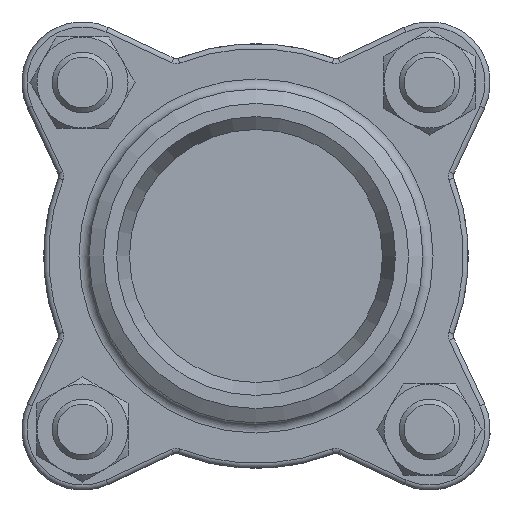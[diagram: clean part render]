
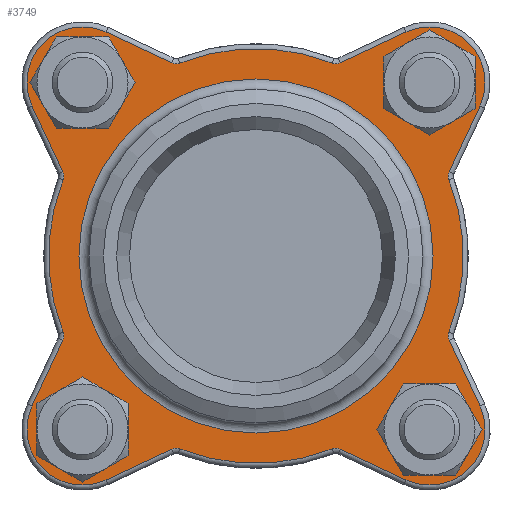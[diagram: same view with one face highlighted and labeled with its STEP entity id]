
A CAD part, left-side view. The second image highlights one B-rep face of the part: STEP entity #3749.
In plain terms, the highlighted face is planar.
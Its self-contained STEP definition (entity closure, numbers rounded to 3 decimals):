
#361=LINE('',#8051,#605);
#365=LINE('',#8081,#609);
#370=LINE('',#8115,#614);
#376=LINE('',#8155,#620);
#379=LINE('',#8168,#623);
#385=LINE('',#8212,#629);
#390=LINE('',#8251,#634);
#399=LINE('',#8296,#643);
#605=VECTOR('',#4685,1000.);
#609=VECTOR('',#4721,1000.);
#614=VECTOR('',#4762,1000.);
#620=VECTOR('',#4806,1000.);
#623=VECTOR('',#4817,1000.);
#629=VECTOR('',#4869,1000.);
#634=VECTOR('',#4914,1000.);
#643=VECTOR('',#4965,1000.);
#1530=ORIENTED_EDGE('',*,*,#2260,.F.);
#1531=ORIENTED_EDGE('',*,*,#2261,.F.);
#1532=ORIENTED_EDGE('',*,*,#2262,.F.);
#1533=ORIENTED_EDGE('',*,*,#2263,.F.);
#1534=ORIENTED_EDGE('',*,*,#2264,.T.);
#1535=ORIENTED_EDGE('',*,*,#2179,.T.);
#1536=ORIENTED_EDGE('',*,*,#2170,.T.);
#1537=ORIENTED_EDGE('',*,*,#2265,.F.);
#1538=ORIENTED_EDGE('',*,*,#2150,.T.);
#1539=ORIENTED_EDGE('',*,*,#2266,.F.);
#1540=ORIENTED_EDGE('',*,*,#2128,.T.);
#1541=ORIENTED_EDGE('',*,*,#2119,.T.);
#1542=ORIENTED_EDGE('',*,*,#2113,.T.);
#1543=ORIENTED_EDGE('',*,*,#2115,.F.);
#1544=ORIENTED_EDGE('',*,*,#2124,.T.);
#1545=ORIENTED_EDGE('',*,*,#2133,.F.);
#1546=ORIENTED_EDGE('',*,*,#2145,.T.);
#1547=ORIENTED_EDGE('',*,*,#2267,.T.);
#1548=ORIENTED_EDGE('',*,*,#2164,.T.);
#1549=ORIENTED_EDGE('',*,*,#2175,.F.);
#1550=ORIENTED_EDGE('',*,*,#2268,.T.);
#1551=ORIENTED_EDGE('',*,*,#2197,.F.);
#1552=ORIENTED_EDGE('',*,*,#2211,.T.);
#1553=ORIENTED_EDGE('',*,*,#2269,.T.);
#1554=ORIENTED_EDGE('',*,*,#2234,.T.);
#1555=ORIENTED_EDGE('',*,*,#2225,.F.);
#1556=ORIENTED_EDGE('',*,*,#2215,.T.);
#1557=ORIENTED_EDGE('',*,*,#2202,.F.);
#1558=ORIENTED_EDGE('',*,*,#2192,.T.);
#2113=EDGE_CURVE('',#2554,#2557,#361,.T.);
#2115=EDGE_CURVE('',#2559,#2557,#2751,.T.);
#2119=EDGE_CURVE('',#2560,#2554,#2755,.T.);
#2124=EDGE_CURVE('',#2559,#2565,#2758,.T.);
#2128=EDGE_CURVE('',#2566,#2560,#365,.T.);
#2133=EDGE_CURVE('',#2571,#2565,#2765,.T.);
#2145=EDGE_CURVE('',#2571,#2578,#370,.T.);
#2150=EDGE_CURVE('',#2579,#2582,#2776,.T.);
#2164=EDGE_CURVE('',#2594,#2593,#376,.T.);
#2170=EDGE_CURVE('',#2596,#2599,#379,.T.);
#2175=EDGE_CURVE('',#2603,#2593,#2793,.T.);
#2179=EDGE_CURVE('',#2604,#2596,#2797,.T.);
#2192=EDGE_CURVE('',#2613,#2604,#385,.T.);
#2197=EDGE_CURVE('',#2618,#2619,#2807,.T.);
#2202=EDGE_CURVE('',#2613,#2621,#2812,.T.);
#2211=EDGE_CURVE('',#2618,#2628,#390,.T.);
#2215=EDGE_CURVE('',#2629,#2621,#2821,.T.);
#2225=EDGE_CURVE('',#2629,#2636,#2827,.T.);
#2234=EDGE_CURVE('',#2643,#2636,#399,.T.);
#2260=EDGE_CURVE('',#2650,#2650,#2844,.T.);
#2261=EDGE_CURVE('',#2651,#2651,#2845,.T.);
#2262=EDGE_CURVE('',#2652,#2652,#2846,.T.);
#2263=EDGE_CURVE('',#2653,#2653,#2847,.T.);
#2264=EDGE_CURVE('',#2654,#2654,#2848,.T.);
#2265=EDGE_CURVE('',#2579,#2599,#2849,.T.);
#2266=EDGE_CURVE('',#2566,#2582,#2850,.T.);
#2267=EDGE_CURVE('',#2578,#2594,#2851,.T.);
#2268=EDGE_CURVE('',#2603,#2619,#2852,.T.);
#2269=EDGE_CURVE('',#2628,#2643,#2853,.T.);
#2554=VERTEX_POINT('',#8045);
#2557=VERTEX_POINT('',#8050);
#2559=VERTEX_POINT('',#8055);
#2560=VERTEX_POINT('',#8060);
#2565=VERTEX_POINT('',#8073);
#2566=VERTEX_POINT('',#8078);
#2571=VERTEX_POINT('',#8091);
#2578=VERTEX_POINT('',#8114);
#2579=VERTEX_POINT('',#8119);
#2582=VERTEX_POINT('',#8124);
#2593=VERTEX_POINT('',#8154);
#2594=VERTEX_POINT('',#8156);
#2596=VERTEX_POINT('',#8162);
#2599=VERTEX_POINT('',#8167);
#2603=VERTEX_POINT('',#8178);
#2604=VERTEX_POINT('',#8183);
#2613=VERTEX_POINT('',#8209);
#2618=VERTEX_POINT('',#8222);
#2619=VERTEX_POINT('',#8224);
#2621=VERTEX_POINT('',#8230);
#2628=VERTEX_POINT('',#8250);
#2629=VERTEX_POINT('',#8255);
#2636=VERTEX_POINT('',#8275);
#2643=VERTEX_POINT('',#8294);
#2650=VERTEX_POINT('',#8345);
#2651=VERTEX_POINT('',#8347);
#2652=VERTEX_POINT('',#8349);
#2653=VERTEX_POINT('',#8351);
#2654=VERTEX_POINT('',#8353);
#2751=CIRCLE('',#4000,2.);
#2755=CIRCLE('',#4005,11.);
#2758=CIRCLE('',#4010,41.);
#2765=CIRCLE('',#4020,2.);
#2776=CIRCLE('',#4036,41.);
#2793=CIRCLE('',#4061,2.);
#2797=CIRCLE('',#4066,11.);
#2807=CIRCLE('',#4082,2.);
#2812=CIRCLE('',#4088,2.);
#2821=CIRCLE('',#4101,41.);
#2827=CIRCLE('',#4110,2.);
#2844=CIRCLE('',#4146,6.25);
#2845=CIRCLE('',#4147,6.25);
#2846=CIRCLE('',#4148,6.25);
#2847=CIRCLE('',#4149,6.25);
#2848=CIRCLE('',#4150,35.);
#2849=CIRCLE('',#4151,2.);
#2850=CIRCLE('',#4152,2.);
#2851=CIRCLE('',#4153,11.);
#2852=CIRCLE('',#4154,41.);
#2853=CIRCLE('',#4155,11.);
#3094=EDGE_LOOP('',(#1530));
#3095=EDGE_LOOP('',(#1531));
#3096=EDGE_LOOP('',(#1532));
#3097=EDGE_LOOP('',(#1533));
#3098=EDGE_LOOP('',(#1534));
#3099=EDGE_LOOP('',(#1535,#1536,#1537,#1538,#1539,#1540,#1541,#1542,#1543,
#1544,#1545,#1546,#1547,#1548,#1549,#1550,#1551,#1552,#1553,#1554,#1555,
#1556,#1557,#1558));
#3388=FACE_BOUND('',#3094,.T.);
#3389=FACE_BOUND('',#3095,.T.);
#3390=FACE_BOUND('',#3096,.T.);
#3391=FACE_BOUND('',#3097,.T.);
#3392=FACE_BOUND('',#3098,.T.);
#3393=FACE_BOUND('',#3099,.T.);
#3561=PLANE('',#4145);
#3749=ADVANCED_FACE('',(#3388,#3389,#3390,#3391,#3392,#3393),#3561,.F.);
#4000=AXIS2_PLACEMENT_3D('',#8056,#4690,#4691);
#4005=AXIS2_PLACEMENT_3D('',#8063,#4700,#4701);
#4010=AXIS2_PLACEMENT_3D('',#8074,#4712,#4713);
#4020=AXIS2_PLACEMENT_3D('',#8092,#4734,#4735);
#4036=AXIS2_PLACEMENT_3D('',#8125,#4772,#4773);
#4061=AXIS2_PLACEMENT_3D('',#8179,#4830,#4831);
#4066=AXIS2_PLACEMENT_3D('',#8186,#4840,#4841);
#4082=AXIS2_PLACEMENT_3D('',#8223,#4880,#4881);
#4088=AXIS2_PLACEMENT_3D('',#8233,#4892,#4893);
#4101=AXIS2_PLACEMENT_3D('',#8258,#4922,#4923);
#4110=AXIS2_PLACEMENT_3D('',#8278,#4944,#4945);
#4145=AXIS2_PLACEMENT_3D('',#8343,#5032,#5033);
#4146=AXIS2_PLACEMENT_3D('',#8344,#5034,#5035);
#4147=AXIS2_PLACEMENT_3D('',#8346,#5036,#5037);
#4148=AXIS2_PLACEMENT_3D('',#8348,#5038,#5039);
#4149=AXIS2_PLACEMENT_3D('',#8350,#5040,#5041);
#4150=AXIS2_PLACEMENT_3D('',#8352,#5042,#5043);
#4151=AXIS2_PLACEMENT_3D('',#8354,#5044,#5045);
#4152=AXIS2_PLACEMENT_3D('',#8355,#5046,#5047);
#4153=AXIS2_PLACEMENT_3D('',#8356,#5048,#5049);
#4154=AXIS2_PLACEMENT_3D('',#8357,#5050,#5051);
#4155=AXIS2_PLACEMENT_3D('',#8358,#5052,#5053);
#4685=DIRECTION('',(0.,-0.423,0.906));
#4690=DIRECTION('',(1.,0.,0.));
#4691=DIRECTION('',(0.,0.,1.));
#4700=DIRECTION('',(1.,0.,0.));
#4701=DIRECTION('',(0.,0.,1.));
#4712=DIRECTION('',(1.,0.,0.));
#4713=DIRECTION('',(0.,0.,1.));
#4721=DIRECTION('',(0.,0.906,-0.423));
#4734=DIRECTION('',(1.,0.,0.));
#4735=DIRECTION('',(0.,0.,1.));
#4762=DIRECTION('',(0.,0.423,0.906));
#4772=DIRECTION('',(1.,0.,0.));
#4773=DIRECTION('',(0.,0.,1.));
#4806=DIRECTION('',(0.,-0.906,-0.423));
#4817=DIRECTION('',(0.,0.906,0.423));
#4830=DIRECTION('',(1.,0.,0.));
#4831=DIRECTION('',(0.,0.,1.));
#4840=DIRECTION('',(1.,0.,0.));
#4841=DIRECTION('',(0.,0.,1.));
#4869=DIRECTION('',(0.,-0.423,-0.906));
#4880=DIRECTION('',(1.,0.,0.));
#4881=DIRECTION('',(0.,0.,1.));
#4892=DIRECTION('',(1.,0.,0.));
#4893=DIRECTION('',(0.,0.,1.));
#4914=DIRECTION('',(0.,-0.906,0.423));
#4922=DIRECTION('',(1.,0.,0.));
#4923=DIRECTION('',(0.,0.,1.));
#4944=DIRECTION('',(1.,0.,0.));
#4945=DIRECTION('',(0.,0.,1.));
#4965=DIRECTION('',(0.,0.423,-0.906));
#5032=DIRECTION('',(-1.,0.,0.));
#5033=DIRECTION('',(0.,0.,1.));
#5034=DIRECTION('',(1.,0.,0.));
#5035=DIRECTION('',(0.,0.,-1.));
#5036=DIRECTION('',(1.,0.,0.));
#5037=DIRECTION('',(0.,0.,-1.));
#5038=DIRECTION('',(1.,0.,0.));
#5039=DIRECTION('',(0.,0.,-1.));
#5040=DIRECTION('',(1.,0.,0.));
#5041=DIRECTION('',(0.,0.,-1.));
#5042=DIRECTION('',(-1.,0.,0.));
#5043=DIRECTION('',(0.,0.,1.));
#5044=DIRECTION('',(1.,0.,0.));
#5045=DIRECTION('',(0.,0.,1.));
#5046=DIRECTION('',(1.,0.,0.));
#5047=DIRECTION('',(0.,0.,1.));
#5048=DIRECTION('',(1.,0.,0.));
#5049=DIRECTION('',(0.,0.,1.));
#5050=DIRECTION('',(1.,0.,0.));
#5051=DIRECTION('',(0.,0.,1.));
#5052=DIRECTION('',(1.,0.,0.));
#5053=DIRECTION('',(0.,0.,1.));
#8045=CARTESIAN_POINT('',(16.5,44.264,-29.646));
#8050=CARTESIAN_POINT('',(16.5,38.19,-16.619));
#8051=CARTESIAN_POINT('',(16.5,30.969,-1.134));
#8055=CARTESIAN_POINT('',(16.5,38.142,-15.04));
#8056=CARTESIAN_POINT('',(16.5,40.002,-15.774));
#8060=CARTESIAN_POINT('',(16.5,29.646,-44.264));
#8063=CARTESIAN_POINT('',(16.5,34.295,-34.295));
#8073=CARTESIAN_POINT('',(16.5,38.142,15.04));
#8074=CARTESIAN_POINT('',(16.5,0.,0.));
#8078=CARTESIAN_POINT('',(16.5,16.619,-38.19));
#8081=CARTESIAN_POINT('',(16.5,29.646,-44.264));
#8091=CARTESIAN_POINT('',(16.5,38.19,16.619));
#8092=CARTESIAN_POINT('',(16.5,40.002,15.774));
#8114=CARTESIAN_POINT('',(16.5,44.264,29.646));
#8115=CARTESIAN_POINT('',(16.5,44.264,29.646));
#8119=CARTESIAN_POINT('',(16.5,-15.04,-38.142));
#8124=CARTESIAN_POINT('',(16.5,15.04,-38.142));
#8125=CARTESIAN_POINT('',(16.5,0.,0.));
#8154=CARTESIAN_POINT('',(16.5,16.619,38.19));
#8155=CARTESIAN_POINT('',(16.5,15.775,37.796));
#8156=CARTESIAN_POINT('',(16.5,29.646,44.264));
#8162=CARTESIAN_POINT('',(16.5,-29.646,-44.264));
#8167=CARTESIAN_POINT('',(16.5,-16.619,-38.19));
#8168=CARTESIAN_POINT('',(16.5,39.094,-12.21));
#8178=CARTESIAN_POINT('',(16.5,15.04,38.142));
#8179=CARTESIAN_POINT('',(16.5,15.774,40.002));
#8183=CARTESIAN_POINT('',(16.5,-44.264,-29.646));
#8186=CARTESIAN_POINT('',(16.5,-34.295,-34.295));
#8209=CARTESIAN_POINT('',(16.5,-38.19,-16.619));
#8212=CARTESIAN_POINT('',(16.5,-44.264,-29.646));
#8222=CARTESIAN_POINT('',(16.5,-16.619,38.19));
#8223=CARTESIAN_POINT('',(16.5,-15.774,40.002));
#8224=CARTESIAN_POINT('',(16.5,-15.04,38.142));
#8230=CARTESIAN_POINT('',(16.5,-38.142,-15.04));
#8233=CARTESIAN_POINT('',(16.5,-40.002,-15.774));
#8250=CARTESIAN_POINT('',(16.5,-29.646,44.264));
#8251=CARTESIAN_POINT('',(16.5,-29.646,44.264));
#8255=CARTESIAN_POINT('',(16.5,-38.142,15.04));
#8258=CARTESIAN_POINT('',(16.5,0.,0.));
#8275=CARTESIAN_POINT('',(16.5,-38.19,16.619));
#8278=CARTESIAN_POINT('',(16.5,-40.002,15.774));
#8294=CARTESIAN_POINT('',(16.5,-44.264,29.646));
#8296=CARTESIAN_POINT('',(16.5,-19.038,-24.452));
#8343=CARTESIAN_POINT('',(16.5,33.4,0.));
#8344=CARTESIAN_POINT('',(16.5,-34.295,34.295));
#8345=CARTESIAN_POINT('',(16.5,-34.295,28.045));
#8346=CARTESIAN_POINT('',(16.5,34.295,34.295));
#8347=CARTESIAN_POINT('',(16.5,34.295,28.045));
#8348=CARTESIAN_POINT('',(16.5,-34.295,-34.295));
#8349=CARTESIAN_POINT('',(16.5,-34.295,-40.545));
#8350=CARTESIAN_POINT('',(16.5,34.295,-34.295));
#8351=CARTESIAN_POINT('',(16.5,34.295,-40.545));
#8352=CARTESIAN_POINT('',(16.5,0.,0.));
#8353=CARTESIAN_POINT('',(16.5,0.,35.));
#8354=CARTESIAN_POINT('',(16.5,-15.774,-40.002));
#8355=CARTESIAN_POINT('',(16.5,15.774,-40.002));
#8356=CARTESIAN_POINT('',(16.5,34.295,34.295));
#8357=CARTESIAN_POINT('',(16.5,0.,0.));
#8358=CARTESIAN_POINT('',(16.5,-34.295,34.295));
